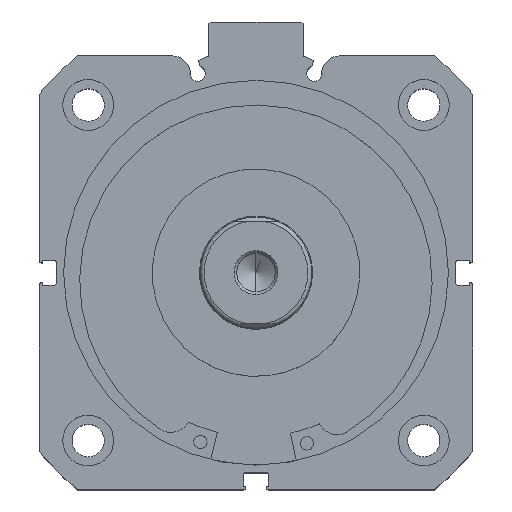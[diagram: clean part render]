
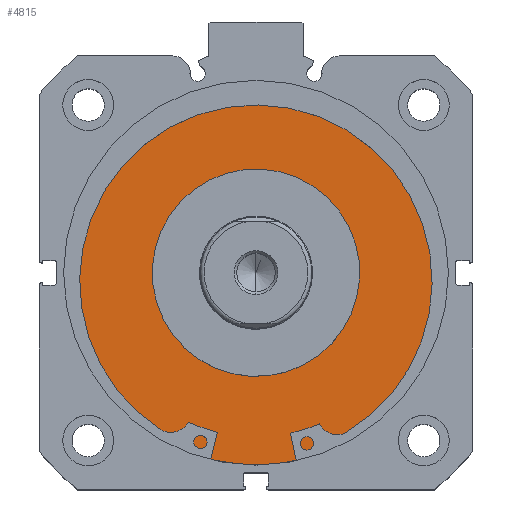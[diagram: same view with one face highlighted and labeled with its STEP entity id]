
A CAD part, top view. The second image highlights one B-rep face of the part: STEP entity #4815.
In plain terms, the highlighted face is planar.
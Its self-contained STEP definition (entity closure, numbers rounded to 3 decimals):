
#643 = EDGE_CURVE ( 'NONE', #980, #981, #7268, .T. ) ;
#649 = EDGE_CURVE ( 'NONE', #995, #992, #7278, .T. ) ;
#658 = EDGE_CURVE ( 'NONE', #992, #995, #7288, .T. ) ;
#660 = EDGE_CURVE ( 'NONE', #981, #980, #7289, .T. ) ;
#980 = VERTEX_POINT ( 'NONE', #4158 ) ;
#981 = VERTEX_POINT ( 'NONE', #4157 ) ;
#992 = VERTEX_POINT ( 'NONE', #4147 ) ;
#995 = VERTEX_POINT ( 'NONE', #4146 ) ;
#2179 = CARTESIAN_POINT ( 'NONE',  ( 5.5, 51., 0. ) ) ;
#2180 = PLANE ( 'NONE',  #5281 ) ;
#2181 = DIRECTION ( 'NONE',  ( 1., 0., 0. ) ) ;
#2182 = DIRECTION ( 'NONE',  ( 0., 0., -1. ) ) ;
#4146 = CARTESIAN_POINT ( 'NONE',  ( 5.5, 0., 27.5 ) ) ;
#4147 = CARTESIAN_POINT ( 'NONE',  ( 5.5, 0., -27.5 ) ) ;
#4157 = CARTESIAN_POINT ( 'NONE',  ( 5.5, 0., -51. ) ) ;
#4158 = CARTESIAN_POINT ( 'NONE',  ( 5.5, 0., 51. ) ) ;
#4400 = DIRECTION ( 'NONE',  ( 0., 0., 1. ) ) ;
#4401 = DIRECTION ( 'NONE',  ( -1., 0., 0. ) ) ;
#4426 = DIRECTION ( 'NONE',  ( 0., 0., 1. ) ) ;
#4427 = DIRECTION ( 'NONE',  ( -1., 0., 0. ) ) ;
#4461 = CARTESIAN_POINT ( 'NONE',  ( 5.5, 0., 0. ) ) ;
#4466 = CARTESIAN_POINT ( 'NONE',  ( 5.5, 0., 0. ) ) ;
#4488 = DIRECTION ( 'NONE',  ( 0., 0., 1. ) ) ;
#4489 = DIRECTION ( 'NONE',  ( -1., 0., 0. ) ) ;
#4490 = CARTESIAN_POINT ( 'NONE',  ( 5.5, 0., 0. ) ) ;
#4509 = DIRECTION ( 'NONE',  ( 0., 0., 1. ) ) ;
#4510 = DIRECTION ( 'NONE',  ( -1., 0., 0. ) ) ;
#4513 = CARTESIAN_POINT ( 'NONE',  ( 5.5, 0., 0. ) ) ;
#4815 = ADVANCED_FACE ( 'NONE', ( #5932, #5938 ), #2180, .F. ) ;
#5017 = AXIS2_PLACEMENT_3D ( 'NONE', #4513, #4510, #4509 ) ;
#5022 = AXIS2_PLACEMENT_3D ( 'NONE', #4490, #4489, #4488 ) ;
#5026 = AXIS2_PLACEMENT_3D ( 'NONE', #4466, #4427, #4426 ) ;
#5028 = AXIS2_PLACEMENT_3D ( 'NONE', #4461, #4401, #4400 ) ;
#5281 = AXIS2_PLACEMENT_3D ( 'NONE', #2179, #2181, #2182 ) ;
#5932 = FACE_BOUND ( 'NONE', #6189, .T. ) ;
#5938 = FACE_OUTER_BOUND ( 'NONE', #6188, .T. ) ;
#6188 = EDGE_LOOP ( 'NONE', ( #6695, #6696 ) ) ;
#6189 = EDGE_LOOP ( 'NONE', ( #6693, #6694 ) ) ;
#6693 = ORIENTED_EDGE ( 'NONE', *, *, #649, .F. ) ;
#6694 = ORIENTED_EDGE ( 'NONE', *, *, #658, .F. ) ;
#6695 = ORIENTED_EDGE ( 'NONE', *, *, #643, .T. ) ;
#6696 = ORIENTED_EDGE ( 'NONE', *, *, #660, .T. ) ;
#7268 = CIRCLE ( 'NONE', #5017, 51. ) ;
#7278 = CIRCLE ( 'NONE', #5022, 27.5 ) ;
#7288 = CIRCLE ( 'NONE', #5026, 27.5 ) ;
#7289 = CIRCLE ( 'NONE', #5028, 51. ) ;
